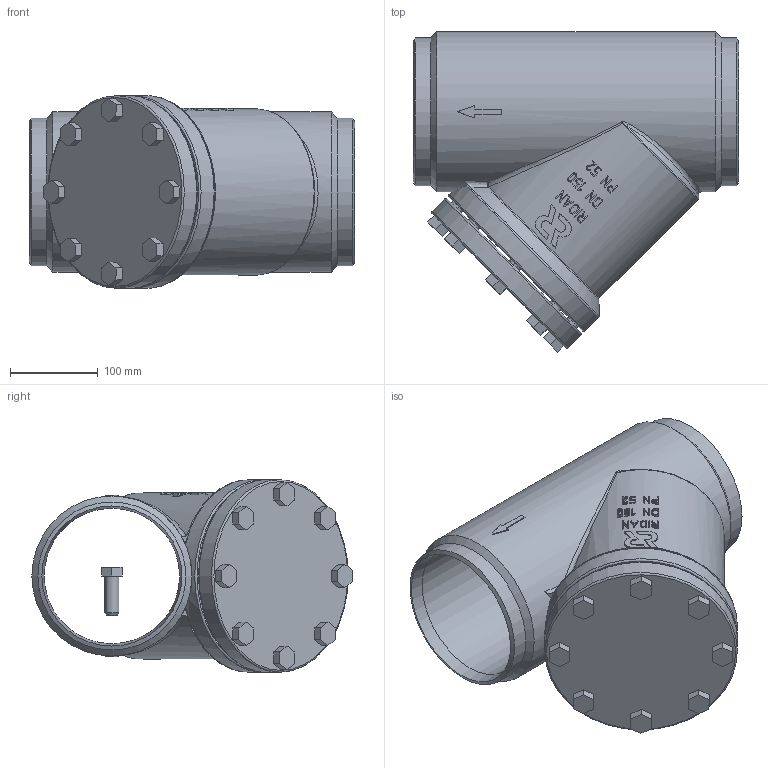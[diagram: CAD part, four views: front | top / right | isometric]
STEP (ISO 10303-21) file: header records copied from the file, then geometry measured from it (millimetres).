
FILE_DESCRIPTION(('TFLEX Exchange Step'),'2;1');
FILE_NAME('148B5150R.stp', '2024-09-04T16:02:05+03:00',('RUCO2978'),('Unknown organisation'),'TFLEX Exchange 2022.1','T-FLEX CAD','Unknown authorisation');
FILE_SCHEMA( ('AP242_MANAGED_MODEL_BASED_3D_ENGINEERING_MIM_LF {1 0 10303 442 1 1 4 }') );
Length unit declared in the file: millimetre
Products named in the file (3): Болт М16; Крышка CHV 150; Корпус 150 D STR
Assembly tree (9 placements, depth 3):
  Корпус 150 D STR
    Крышка CHV 150
      Болт М16  x8
Bounding box: 370 x 364.23 x 219 mm (x, y, z)
Volume: 5196552.2 mm3; surface area: 710114.3 mm2
Topology: 11 solids, 11 shells, 435 faces, 1151 edges, 777 vertices
Faces by surface type: plane 236, bspline 124, cylinder 47, cone 18, torus 10
Full cylindrical faces by diameter (mm): 16 x25, 153.98 x1, 154.1 x1, 168.3 x2, 182 x1, 219 x2
Entity records: 19996 total; most frequent: CARTESIAN_POINT 11548, ORIENTED_EDGE 1882, DIRECTION 1361, EDGE_CURVE 941, VERTEX_POINT 633, VECTOR 465, LINE 465, AXIS2_PLACEMENT_3D 448
